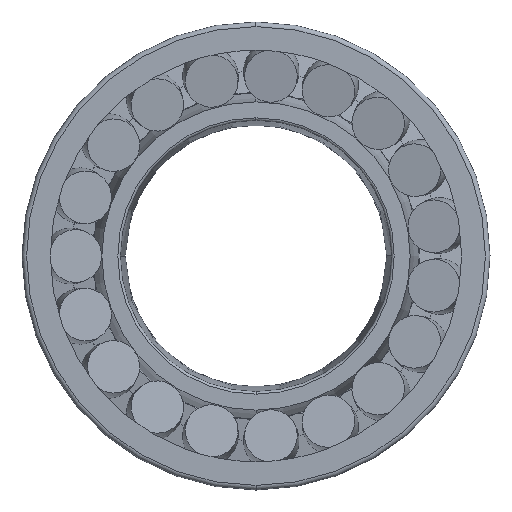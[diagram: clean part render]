
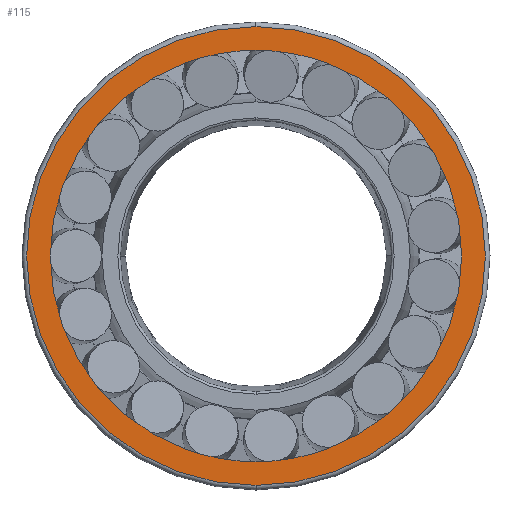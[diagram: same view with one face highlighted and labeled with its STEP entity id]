
A CAD part, left-side view. The second image highlights one B-rep face of the part: STEP entity #115.
In plain terms, the highlighted planar face has unit normal (-1, 0, 0).
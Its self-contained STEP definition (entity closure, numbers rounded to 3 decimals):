
#115=ADVANCED_FACE('',(#441,#442),#443,.T.);
#441=FACE_OUTER_BOUND('',#1072,.T.);
#442=FACE_BOUND('',#1073,.T.);
#443=PLANE('',#1074);
#1072=EDGE_LOOP('',(#1980,#1981,#1982));
#1073=EDGE_LOOP('',(#1983,#1984,#1985));
#1074=AXIS2_PLACEMENT_3D('',#1986,#1987,#1988);
#1980=ORIENTED_EDGE('',*,*,#3964,.F.);
#1981=ORIENTED_EDGE('',*,*,#3963,.F.);
#1982=ORIENTED_EDGE('',*,*,#4005,.F.);
#1983=ORIENTED_EDGE('',*,*,#4009,.T.);
#1984=ORIENTED_EDGE('',*,*,#3942,.T.);
#1985=ORIENTED_EDGE('',*,*,#4010,.T.);
#1986=CARTESIAN_POINT('',(0.,99.95,0.0));
#1987=DIRECTION('',(-1.0,0.,0.0));
#1988=DIRECTION('',(0.,-1.0,0.0));
#3942=EDGE_CURVE('',#4708,#4705,#4709,.T.);
#3963=EDGE_CURVE('',#4747,#4750,#4751,.T.);
#3964=EDGE_CURVE('',#4750,#4752,#4753,.T.);
#4005=EDGE_CURVE('',#4752,#4747,#4810,.T.);
#4009=EDGE_CURVE('',#4815,#4708,#4816,.T.);
#4010=EDGE_CURVE('',#4705,#4815,#4817,.T.);
#4705=VERTEX_POINT('',#5972);
#4708=VERTEX_POINT('',#5975);
#4709=CIRCLE('',#5976,94.5);
#4747=VERTEX_POINT('',#6016);
#4750=VERTEX_POINT('',#6019);
#4751=CIRCLE('',#6020,105.4);
#4752=VERTEX_POINT('',#6021);
#4753=CIRCLE('',#6022,105.4);
#4810=CIRCLE('',#6293,105.4);
#4815=VERTEX_POINT('',#6298);
#4816=CIRCLE('',#6299,94.5);
#4817=CIRCLE('',#6300,94.5);
#5972=CARTESIAN_POINT('',(0.0,0.,-94.5));
#5975=CARTESIAN_POINT('',(0.0,0.,94.5));
#5976=AXIS2_PLACEMENT_3D('',#12516,#12517,#12518);
#6016=CARTESIAN_POINT('',(0.,0.,-105.4));
#6019=CARTESIAN_POINT('',(0.,105.4,0.0));
#6020=AXIS2_PLACEMENT_3D('',#12575,#12576,#12577);
#6021=CARTESIAN_POINT('',(0.,0.,105.4));
#6022=AXIS2_PLACEMENT_3D('',#12578,#12579,#12580);
#6293=AXIS2_PLACEMENT_3D('',#12648,#12649,#12650);
#6298=CARTESIAN_POINT('',(0.0,94.5,0.0));
#6299=AXIS2_PLACEMENT_3D('',#12660,#12661,#12662);
#6300=AXIS2_PLACEMENT_3D('',#12663,#12664,#12665);
#12516=CARTESIAN_POINT('',(0.0,0.0,0.0));
#12517=DIRECTION('',(1.0,0.0,0.0));
#12518=DIRECTION('',(0.0,1.0,0.0));
#12575=CARTESIAN_POINT('',(0.,0.0,0.0));
#12576=DIRECTION('',(1.0,0.0,0.0));
#12577=DIRECTION('',(0.0,1.0,0.0));
#12578=CARTESIAN_POINT('',(0.,0.0,0.0));
#12579=DIRECTION('',(1.0,0.0,0.0));
#12580=DIRECTION('',(0.0,1.0,0.0));
#12648=CARTESIAN_POINT('',(0.,0.0,0.0));
#12649=DIRECTION('',(1.0,0.0,0.0));
#12650=DIRECTION('',(0.0,1.0,0.0));
#12660=CARTESIAN_POINT('',(0.0,0.0,0.0));
#12661=DIRECTION('',(1.0,0.0,0.0));
#12662=DIRECTION('',(0.0,1.0,0.0));
#12663=CARTESIAN_POINT('',(0.0,0.0,0.0));
#12664=DIRECTION('',(1.0,0.0,0.0));
#12665=DIRECTION('',(0.0,1.0,0.0));
